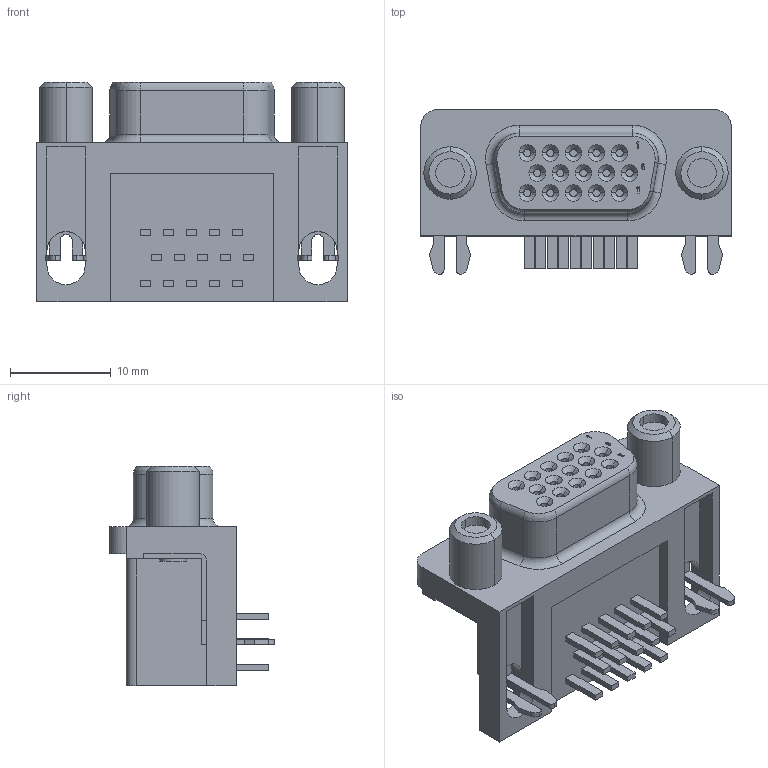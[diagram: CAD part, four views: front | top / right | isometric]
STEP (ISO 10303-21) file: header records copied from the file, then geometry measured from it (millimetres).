
FILE_DESCRIPTION((''),'2;1');
FILE_NAME('C-2311763-1','2019-08-06T06:12:00',('workeradm'),('TE Connectivity Ltd.'),'CREO PARAMETRIC BY PTC INC, 2019030','CREO PARAMETRIC BY PTC INC, 2019030','');
FILE_SCHEMA(('AUTOMOTIVE_DESIGN { 1 0 10303 214 1 1 1 1 }'));
Length unit declared in the file: millimetre
Products named in the file (1): C-2311763-1
Bounding box: 30.8 x 16.35 x 21.8 mm (x, y, z)
Volume: 4546.2 mm3; surface area: 3003.1 mm2
Topology: 1 solids, 1 shells, 379 faces, 959 edges, 622 vertices
Faces by surface type: plane 261, cylinder 76, cone 34, bspline 4, torus 4
Entity records: 11671 total; most frequent: CARTESIAN_POINT 2032, ORIENTED_EDGE 1918, DIRECTION 1903, EDGE_CURVE 959, VECTOR 757, LINE 757, VERTEX_POINT 622, AXIS2_PLACEMENT_3D 573
